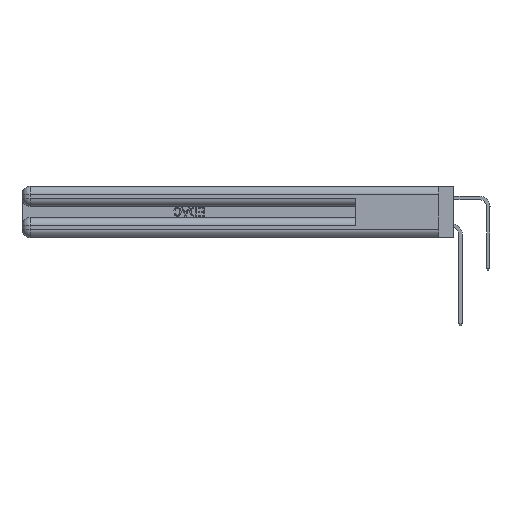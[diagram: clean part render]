
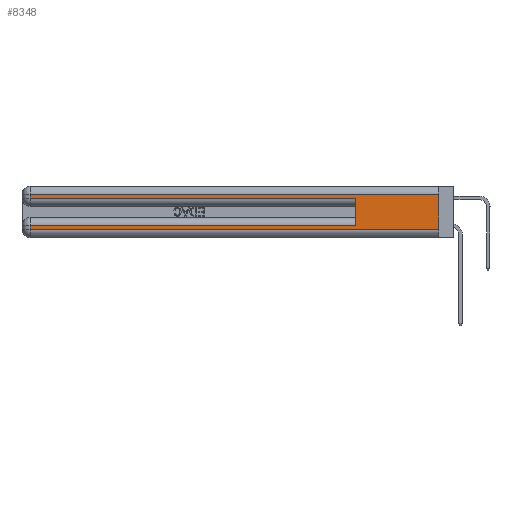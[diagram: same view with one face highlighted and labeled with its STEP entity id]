
A CAD part, left-side view. The second image highlights one B-rep face of the part: STEP entity #8348.
In plain terms, the highlighted planar face has unit normal (-1, 0, 0).
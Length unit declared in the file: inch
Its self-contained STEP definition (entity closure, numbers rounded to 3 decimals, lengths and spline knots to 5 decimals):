
#572 = ORIENTED_EDGE ( 'NONE', *, *, #5163, .T. ) ;
#910 = DIRECTION ( 'NONE',  ( 0., 0., 1. ) ) ;
#1420 = PLANE ( 'NONE',  #34453 ) ;
#2052 = DIRECTION ( 'NONE',  ( 0., 0., -1. ) ) ;
#4021 = EDGE_CURVE ( 'NONE', #31249, #10575, #13207, .T. ) ;
#4435 = EDGE_CURVE ( 'NONE', #28198, #39787, #6860, .T. ) ;
#4585 = DIRECTION ( 'NONE',  ( 0., 0., -1. ) ) ;
#4769 = VERTEX_POINT ( 'NONE', #27338 ) ;
#5163 = EDGE_CURVE ( 'NONE', #39787, #17612, #29119, .T. ) ;
#5684 = DIRECTION ( 'NONE',  ( 0., -1., 0. ) ) ;
#5843 = CARTESIAN_POINT ( 'NONE',  ( 0., 2.94, 0.37 ) ) ;
#6378 = CARTESIAN_POINT ( 'NONE',  ( 0., 2.94, 0.31 ) ) ;
#6860 = LINE ( 'NONE', #5843, #38646 ) ;
#7840 = ORIENTED_EDGE ( 'NONE', *, *, #14598, .T. ) ;
#8348 = ADVANCED_FACE ( 'NONE', ( #16293 ), #1420, .F. ) ;
#10575 = VERTEX_POINT ( 'NONE', #10746 ) ;
#10746 = CARTESIAN_POINT ( 'NONE',  ( 0., 0.6, 0.285 ) ) ;
#11110 = VECTOR ( 'NONE', #5684, 39.37008 ) ;
#11477 = VERTEX_POINT ( 'NONE', #6378 ) ;
#11559 = VECTOR ( 'NONE', #22415, 39.37008 ) ;
#12086 = DIRECTION ( 'NONE',  ( 0., 0., -1. ) ) ;
#12266 = VERTEX_POINT ( 'NONE', #38208 ) ;
#12317 = DIRECTION ( 'NONE',  ( 0., 1., 0. ) ) ;
#12731 = LINE ( 'NONE', #30232, #13683 ) ;
#13207 = LINE ( 'NONE', #16444, #28754 ) ;
#13683 = VECTOR ( 'NONE', #36299, 39.37008 ) ;
#14322 = CARTESIAN_POINT ( 'NONE',  ( 0., 0.6, 0.085 ) ) ;
#14548 = EDGE_LOOP ( 'NONE', ( #29662, #7840, #26315, #34885, #36347, #15669, #38731, #572 ) ) ;
#14598 = EDGE_CURVE ( 'NONE', #12266, #11477, #12731, .T. ) ;
#14634 = LINE ( 'NONE', #39017, #38176 ) ;
#14991 = CARTESIAN_POINT ( 'NONE',  ( 0., 0., 0.06 ) ) ;
#15669 = ORIENTED_EDGE ( 'NONE', *, *, #38107, .T. ) ;
#16293 = FACE_OUTER_BOUND ( 'NONE', #14548, .T. ) ;
#16444 = CARTESIAN_POINT ( 'NONE',  ( 0., 0.6, 0.145 ) ) ;
#17101 = CARTESIAN_POINT ( 'NONE',  ( 0., 2.94, 0.06 ) ) ;
#17612 = VERTEX_POINT ( 'NONE', #14991 ) ;
#20591 = EDGE_CURVE ( 'NONE', #12266, #17612, #36130, .T. ) ;
#20874 = VECTOR ( 'NONE', #39081, 39.37008 ) ;
#21403 = CARTESIAN_POINT ( 'NONE',  ( 0., 0., 0.285 ) ) ;
#21474 = LINE ( 'NONE', #24658, #28785 ) ;
#22415 = DIRECTION ( 'NONE',  ( 0., 0., -1. ) ) ;
#23178 = DIRECTION ( 'NONE',  ( 1., 0., 0. ) ) ;
#23633 = EDGE_CURVE ( 'NONE', #4769, #10575, #36655, .T. ) ;
#24658 = CARTESIAN_POINT ( 'NONE',  ( 0., 0., 0.085 ) ) ;
#25102 = CARTESIAN_POINT ( 'NONE',  ( 0., 2.94, 0.085 ) ) ;
#26315 = ORIENTED_EDGE ( 'NONE', *, *, #35679, .T. ) ;
#26890 = CARTESIAN_POINT ( 'NONE',  ( 0., 0., 0.06 ) ) ;
#27338 = CARTESIAN_POINT ( 'NONE',  ( 0., 2.94, 0.285 ) ) ;
#28198 = VERTEX_POINT ( 'NONE', #25102 ) ;
#28754 = VECTOR ( 'NONE', #910, 39.37008 ) ;
#28785 = VECTOR ( 'NONE', #12317, 39.37008 ) ;
#29119 = LINE ( 'NONE', #26890, #20874 ) ;
#29662 = ORIENTED_EDGE ( 'NONE', *, *, #20591, .F. ) ;
#30232 = CARTESIAN_POINT ( 'NONE',  ( 0., 0., 0.31 ) ) ;
#31249 = VERTEX_POINT ( 'NONE', #14322 ) ;
#32326 = CARTESIAN_POINT ( 'NONE',  ( 0., 0., 0.37 ) ) ;
#34453 = AXIS2_PLACEMENT_3D ( 'NONE', #32326, #23178, #4585 ) ;
#34885 = ORIENTED_EDGE ( 'NONE', *, *, #23633, .T. ) ;
#35679 = EDGE_CURVE ( 'NONE', #11477, #4769, #14634, .T. ) ;
#36130 = LINE ( 'NONE', #37671, #11559 ) ;
#36299 = DIRECTION ( 'NONE',  ( 0., 1., 0. ) ) ;
#36347 = ORIENTED_EDGE ( 'NONE', *, *, #4021, .F. ) ;
#36655 = LINE ( 'NONE', #21403, #11110 ) ;
#37671 = CARTESIAN_POINT ( 'NONE',  ( 0., 0., 0.37 ) ) ;
#38107 = EDGE_CURVE ( 'NONE', #31249, #28198, #21474, .T. ) ;
#38176 = VECTOR ( 'NONE', #2052, 39.37008 ) ;
#38208 = CARTESIAN_POINT ( 'NONE',  ( 0., 0., 0.31 ) ) ;
#38646 = VECTOR ( 'NONE', #12086, 39.37008 ) ;
#38731 = ORIENTED_EDGE ( 'NONE', *, *, #4435, .T. ) ;
#39017 = CARTESIAN_POINT ( 'NONE',  ( 0., 2.94, 0.37 ) ) ;
#39081 = DIRECTION ( 'NONE',  ( 0., -1., 0. ) ) ;
#39787 = VERTEX_POINT ( 'NONE', #17101 ) ;
